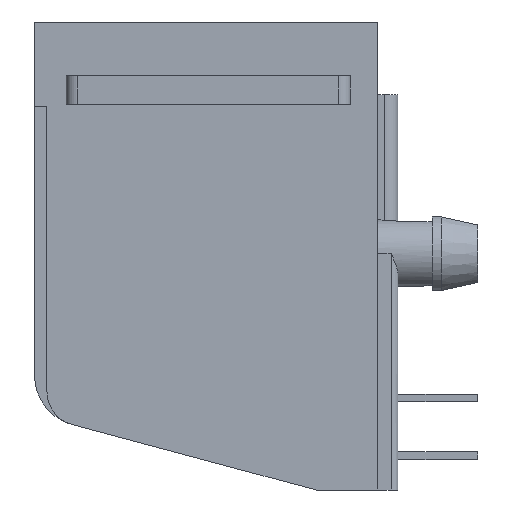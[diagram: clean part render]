
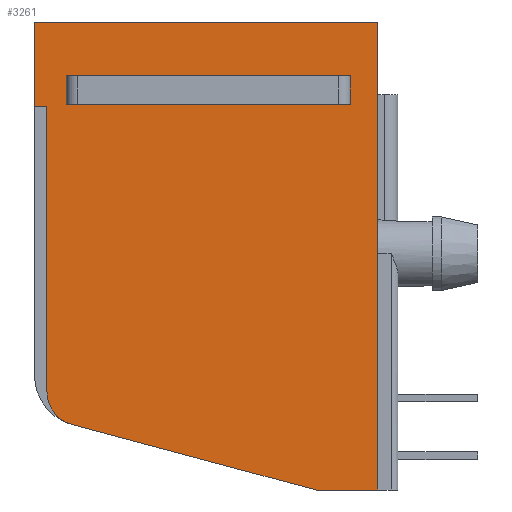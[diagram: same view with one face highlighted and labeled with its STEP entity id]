
A CAD part, left-side view. The second image highlights one B-rep face of the part: STEP entity #3261.
In plain terms, the highlighted planar face has unit normal (-1, 0, 0).
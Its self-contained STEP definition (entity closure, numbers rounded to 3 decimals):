
#418 = AXIS2_PLACEMENT_3D ( 'NONE', #562, #563, #564 ) ;
#555 = PLANE ( 'NONE',  #418 ) ;
#562 = CARTESIAN_POINT ( 'NONE',  ( -6.605, 0., -3.7 ) ) ;
#563 = DIRECTION ( 'NONE',  ( -1., 0., 0. ) ) ;
#564 = DIRECTION ( 'NONE',  ( 0., 0., 1. ) ) ;
#1684 = CARTESIAN_POINT ( 'NONE',  ( -6.605, 0., 0. ) ) ;
#1687 = CARTESIAN_POINT ( 'NONE',  ( -6.605, 0., -20.6 ) ) ;
#1950 = LINE ( 'NONE', #2295, #1952 ) ;
#1952 = VECTOR ( 'NONE', #2297, 1000. ) ;
#1987 = LINE ( 'NONE', #2365, #1992 ) ;
#1992 = VECTOR ( 'NONE', #2370, 1000. ) ;
#1999 = LINE ( 'NONE', #2380, #2005 ) ;
#2004 = LINE ( 'NONE', #2384, #2009 ) ;
#2005 = VECTOR ( 'NONE', #2385, 1000. ) ;
#2006 = LINE ( 'NONE', #2386, #2011 ) ;
#2009 = VECTOR ( 'NONE', #2389, 1000. ) ;
#2011 = VECTOR ( 'NONE', #2390, 1000. ) ;
#2014 = LINE ( 'NONE', #2393, #2016 ) ;
#2016 = VECTOR ( 'NONE', #2391, 1000. ) ;
#2038 = LINE ( 'NONE', #2432, #2041 ) ;
#2041 = VECTOR ( 'NONE', #2434, 1000. ) ;
#2042 = LINE ( 'NONE', #2436, #2045 ) ;
#2044 = CIRCLE ( 'NONE', #2165, 1.5 ) ;
#2045 = VECTOR ( 'NONE', #2438, 1000. ) ;
#2057 = LINE ( 'NONE', #2464, #2058 ) ;
#2058 = VECTOR ( 'NONE', #2465, 1000. ) ;
#2165 = AXIS2_PLACEMENT_3D ( 'NONE', #2448, #2449, #2450 ) ;
#2295 = CARTESIAN_POINT ( 'NONE',  ( -6.605, 13.7, -2.36 ) ) ;
#2297 = DIRECTION ( 'NONE',  ( 0., 1., 0. ) ) ;
#2365 = CARTESIAN_POINT ( 'NONE',  ( -6.605, 0., -20.6 ) ) ;
#2370 = DIRECTION ( 'NONE',  ( 0., 1., 0. ) ) ;
#2380 = CARTESIAN_POINT ( 'NONE',  ( -6.605, 14.55, -16.274 ) ) ;
#2384 = CARTESIAN_POINT ( 'NONE',  ( -6.605, 15.1, -3.7 ) ) ;
#2385 = DIRECTION ( 'NONE',  ( 0., 0., 1. ) ) ;
#2386 = CARTESIAN_POINT ( 'NONE',  ( -6.605, 0., -3.7 ) ) ;
#2389 = DIRECTION ( 'NONE',  ( 0., 0., 1. ) ) ;
#2390 = DIRECTION ( 'NONE',  ( 0., -1., 0. ) ) ;
#2391 = DIRECTION ( 'NONE',  ( 0., -1., 0. ) ) ;
#2393 = CARTESIAN_POINT ( 'NONE',  ( -6.605, 0., 0. ) ) ;
#2432 = CARTESIAN_POINT ( 'NONE',  ( -6.605, 13.7, -3.63 ) ) ;
#2434 = DIRECTION ( 'NONE',  ( 0., 1., 0. ) ) ;
#2436 = CARTESIAN_POINT ( 'NONE',  ( -6.605, 13.7, -2.36 ) ) ;
#2438 = DIRECTION ( 'NONE',  ( 0., 0., -1. ) ) ;
#2448 = CARTESIAN_POINT ( 'NONE',  ( -6.605, 13.05, -16.274 ) ) ;
#2449 = DIRECTION ( 'NONE',  ( 1., 0., 0. ) ) ;
#2450 = DIRECTION ( 'NONE',  ( 0., 0., 1. ) ) ;
#2464 = CARTESIAN_POINT ( 'NONE',  ( -6.605, 0., -3.7 ) ) ;
#2465 = DIRECTION ( 'NONE',  ( 0., 0., 1. ) ) ;
#3016 = LINE ( 'NONE', #6059, #3021 ) ;
#3021 = VECTOR ( 'NONE', #6060, 1000. ) ;
#3050 = LINE ( 'NONE', #6115, #3053 ) ;
#3053 = VECTOR ( 'NONE', #6116, 1000. ) ;
#3169 = EDGE_LOOP ( 'NONE', ( #4273, #4274, #4275, #4276 ) ) ;
#3261 = ADVANCED_FACE ( 'NONE', ( #5396, #5400 ), #555, .T. ) ;
#3381 = VERTEX_POINT ( 'NONE', #1684 ) ;
#3384 = VERTEX_POINT ( 'NONE', #1687 ) ;
#3505 = EDGE_CURVE ( 'NONE', #3788, #3789, #1950, .T. ) ;
#3533 = EDGE_CURVE ( 'NONE', #3384, #3780, #1987, .T. ) ;
#3540 = EDGE_CURVE ( 'NONE', #3785, #3779, #1999, .T. ) ;
#3542 = EDGE_CURVE ( 'NONE', #3800, #3791, #2004, .T. ) ;
#3543 = EDGE_CURVE ( 'NONE', #3800, #3779, #2006, .T. ) ;
#3546 = EDGE_CURVE ( 'NONE', #3791, #3381, #2014, .T. ) ;
#3561 = EDGE_CURVE ( 'NONE', #3783, #3782, #2038, .T. ) ;
#3563 = EDGE_CURVE ( 'NONE', #3789, #3782, #2042, .T. ) ;
#3568 = EDGE_CURVE ( 'NONE', #3784, #3785, #2044, .T. ) ;
#3573 = EDGE_CURVE ( 'NONE', #3384, #3381, #2057, .T. ) ;
#3779 = VERTEX_POINT ( 'NONE', #5814 ) ;
#3780 = VERTEX_POINT ( 'NONE', #5815 ) ;
#3782 = VERTEX_POINT ( 'NONE', #5817 ) ;
#3783 = VERTEX_POINT ( 'NONE', #5818 ) ;
#3784 = VERTEX_POINT ( 'NONE', #5819 ) ;
#3785 = VERTEX_POINT ( 'NONE', #5820 ) ;
#3788 = VERTEX_POINT ( 'NONE', #5823 ) ;
#3789 = VERTEX_POINT ( 'NONE', #5824 ) ;
#3791 = VERTEX_POINT ( 'NONE', #5826 ) ;
#3800 = VERTEX_POINT ( 'NONE', #5835 ) ;
#4273 = ORIENTED_EDGE ( 'NONE', *, *, #3505, .F. ) ;
#4274 = ORIENTED_EDGE ( 'NONE', *, *, #5426, .T. ) ;
#4275 = ORIENTED_EDGE ( 'NONE', *, *, #3561, .T. ) ;
#4276 = ORIENTED_EDGE ( 'NONE', *, *, #3563, .F. ) ;
#4277 = ORIENTED_EDGE ( 'NONE', *, *, #3546, .F. ) ;
#4278 = ORIENTED_EDGE ( 'NONE', *, *, #3542, .F. ) ;
#4279 = ORIENTED_EDGE ( 'NONE', *, *, #3543, .T. ) ;
#4280 = ORIENTED_EDGE ( 'NONE', *, *, #3540, .F. ) ;
#4281 = ORIENTED_EDGE ( 'NONE', *, *, #3568, .F. ) ;
#4282 = ORIENTED_EDGE ( 'NONE', *, *, #5446, .F. ) ;
#4283 = ORIENTED_EDGE ( 'NONE', *, *, #3533, .F. ) ;
#4284 = ORIENTED_EDGE ( 'NONE', *, *, #3573, .T. ) ;
#5396 = FACE_BOUND ( 'NONE', #3169, .T. ) ;
#5400 = FACE_OUTER_BOUND ( 'NONE', #5410, .T. ) ;
#5410 = EDGE_LOOP ( 'NONE', ( #4277, #4278, #4279, #4280, #4281, #4282, #4283, #4284 ) ) ;
#5426 = EDGE_CURVE ( 'NONE', #3788, #3783, #3016, .T. ) ;
#5446 = EDGE_CURVE ( 'NONE', #3780, #3784, #3050, .T. ) ;
#5814 = CARTESIAN_POINT ( 'NONE',  ( -6.605, 14.55, -3.7 ) ) ;
#5815 = CARTESIAN_POINT ( 'NONE',  ( -6.605, 2.7, -20.6 ) ) ;
#5817 = CARTESIAN_POINT ( 'NONE',  ( -6.605, 13.7, -3.63 ) ) ;
#5818 = CARTESIAN_POINT ( 'NONE',  ( -6.605, 1.2, -3.63 ) ) ;
#5819 = CARTESIAN_POINT ( 'NONE',  ( -6.605, 13.438, -17.723 ) ) ;
#5820 = CARTESIAN_POINT ( 'NONE',  ( -6.605, 14.55, -16.274 ) ) ;
#5823 = CARTESIAN_POINT ( 'NONE',  ( -6.605, 1.2, -2.36 ) ) ;
#5824 = CARTESIAN_POINT ( 'NONE',  ( -6.605, 13.7, -2.36 ) ) ;
#5826 = CARTESIAN_POINT ( 'NONE',  ( -6.605, 15.1, 0. ) ) ;
#5835 = CARTESIAN_POINT ( 'NONE',  ( -6.605, 15.1, -3.7 ) ) ;
#6059 = CARTESIAN_POINT ( 'NONE',  ( -6.605, 1.2, -2.36 ) ) ;
#6060 = DIRECTION ( 'NONE',  ( 0., 0., -1. ) ) ;
#6115 = CARTESIAN_POINT ( 'NONE',  ( -6.605, 2.7, -20.6 ) ) ;
#6116 = DIRECTION ( 'NONE',  ( 0., 0.966, 0.259 ) ) ;
